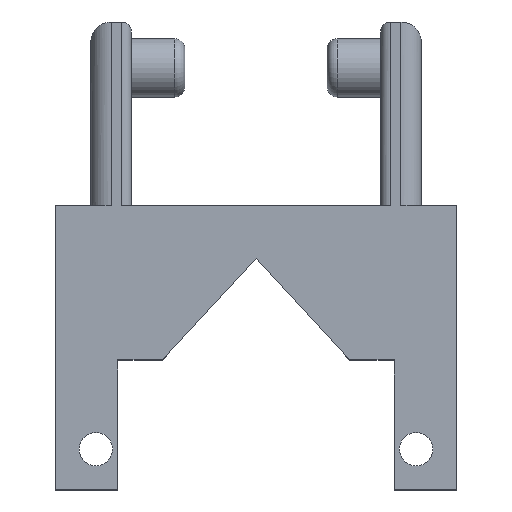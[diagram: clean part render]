
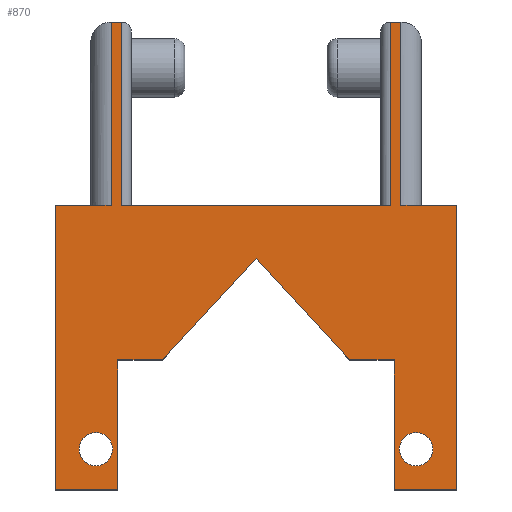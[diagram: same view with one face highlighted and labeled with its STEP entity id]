
A CAD part, top view. The second image highlights one B-rep face of the part: STEP entity #870.
In plain terms, the highlighted planar face has unit normal (0, 0, 1).
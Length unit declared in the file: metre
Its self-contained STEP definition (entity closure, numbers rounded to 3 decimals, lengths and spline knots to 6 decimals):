
#47=LINE('',#1278,#135);
#49=LINE('',#1285,#137);
#54=LINE('',#1298,#142);
#57=LINE('',#1307,#145);
#61=LINE('',#1314,#149);
#64=LINE('',#1320,#152);
#67=LINE('',#1326,#155);
#70=LINE('',#1332,#158);
#73=LINE('',#1338,#161);
#76=LINE('',#1344,#164);
#79=LINE('',#1350,#167);
#82=LINE('',#1356,#170);
#85=LINE('',#1362,#173);
#88=LINE('',#1368,#176);
#91=LINE('',#1374,#179);
#93=LINE('',#1382,#181);
#94=LINE('',#1389,#182);
#95=LINE('',#1391,#183);
#96=LINE('',#1393,#184);
#97=LINE('',#1394,#185);
#98=LINE('',#1396,#186);
#99=LINE('',#1398,#187);
#135=VECTOR('',#1014,1.);
#137=VECTOR('',#1020,1.);
#142=VECTOR('',#1029,1.);
#145=VECTOR('',#1036,1.);
#149=VECTOR('',#1042,1.);
#152=VECTOR('',#1047,1.);
#155=VECTOR('',#1052,1.);
#158=VECTOR('',#1057,1.);
#161=VECTOR('',#1062,1.);
#164=VECTOR('',#1067,1.);
#167=VECTOR('',#1072,1.);
#170=VECTOR('',#1077,1.);
#173=VECTOR('',#1082,1.);
#176=VECTOR('',#1087,1.);
#179=VECTOR('',#1092,1.);
#181=VECTOR('',#1102,1.);
#182=VECTOR('',#1111,1.);
#183=VECTOR('',#1112,1.);
#184=VECTOR('',#1113,1.);
#185=VECTOR('',#1114,1.);
#186=VECTOR('',#1115,1.);
#187=VECTOR('',#1116,1.);
#292=ORIENTED_EDGE('',*,*,#481,.F.);
#293=ORIENTED_EDGE('',*,*,#522,.T.);
#294=ORIENTED_EDGE('',*,*,#523,.T.);
#295=ORIENTED_EDGE('',*,*,#524,.T.);
#296=ORIENTED_EDGE('',*,*,#471,.F.);
#297=ORIENTED_EDGE('',*,*,#525,.T.);
#298=ORIENTED_EDGE('',*,*,#526,.T.);
#299=ORIENTED_EDGE('',*,*,#527,.T.);
#300=ORIENTED_EDGE('',*,*,#468,.F.);
#301=ORIENTED_EDGE('',*,*,#485,.F.);
#302=ORIENTED_EDGE('',*,*,#488,.T.);
#303=ORIENTED_EDGE('',*,*,#491,.T.);
#304=ORIENTED_EDGE('',*,*,#494,.F.);
#305=ORIENTED_EDGE('',*,*,#497,.T.);
#306=ORIENTED_EDGE('',*,*,#500,.T.);
#307=ORIENTED_EDGE('',*,*,#503,.T.);
#308=ORIENTED_EDGE('',*,*,#506,.T.);
#309=ORIENTED_EDGE('',*,*,#509,.F.);
#310=ORIENTED_EDGE('',*,*,#512,.T.);
#311=ORIENTED_EDGE('',*,*,#515,.F.);
#312=ORIENTED_EDGE('',*,*,#519,.T.);
#313=ORIENTED_EDGE('',*,*,#477,.F.);
#314=ORIENTED_EDGE('',*,*,#516,.F.);
#315=ORIENTED_EDGE('',*,*,#520,.F.);
#468=EDGE_CURVE('',#590,#586,#47,.T.);
#471=EDGE_CURVE('',#593,#594,#49,.T.);
#477=EDGE_CURVE('',#599,#600,#54,.T.);
#481=EDGE_CURVE('',#603,#599,#57,.T.);
#485=EDGE_CURVE('',#605,#590,#61,.T.);
#488=EDGE_CURVE('',#605,#607,#64,.T.);
#491=EDGE_CURVE('',#607,#609,#67,.T.);
#494=EDGE_CURVE('',#611,#609,#70,.T.);
#497=EDGE_CURVE('',#611,#613,#73,.T.);
#500=EDGE_CURVE('',#613,#615,#76,.T.);
#503=EDGE_CURVE('',#615,#617,#79,.T.);
#506=EDGE_CURVE('',#617,#619,#82,.T.);
#509=EDGE_CURVE('',#621,#619,#85,.T.);
#512=EDGE_CURVE('',#621,#623,#88,.T.);
#515=EDGE_CURVE('',#625,#623,#91,.T.);
#516=EDGE_CURVE('',#626,#626,#668,.T.);
#519=EDGE_CURVE('',#625,#600,#93,.T.);
#520=EDGE_CURVE('',#628,#628,#670,.T.);
#522=EDGE_CURVE('',#603,#630,#94,.F.);
#523=EDGE_CURVE('',#630,#631,#95,.T.);
#524=EDGE_CURVE('',#631,#594,#96,.T.);
#525=EDGE_CURVE('',#593,#632,#97,.F.);
#526=EDGE_CURVE('',#632,#633,#98,.T.);
#527=EDGE_CURVE('',#633,#586,#99,.T.);
#586=VERTEX_POINT('',#1270);
#590=VERTEX_POINT('',#1277);
#593=VERTEX_POINT('',#1284);
#594=VERTEX_POINT('',#1286);
#599=VERTEX_POINT('',#1297);
#600=VERTEX_POINT('',#1299);
#603=VERTEX_POINT('',#1306);
#605=VERTEX_POINT('',#1313);
#607=VERTEX_POINT('',#1319);
#609=VERTEX_POINT('',#1325);
#611=VERTEX_POINT('',#1331);
#613=VERTEX_POINT('',#1337);
#615=VERTEX_POINT('',#1343);
#617=VERTEX_POINT('',#1349);
#619=VERTEX_POINT('',#1355);
#621=VERTEX_POINT('',#1361);
#623=VERTEX_POINT('',#1367);
#625=VERTEX_POINT('',#1373);
#626=VERTEX_POINT('',#1377);
#628=VERTEX_POINT('',#1385);
#630=VERTEX_POINT('',#1390);
#631=VERTEX_POINT('',#1392);
#632=VERTEX_POINT('',#1395);
#633=VERTEX_POINT('',#1397);
#668=CIRCLE('',#939,0.00165);
#670=CIRCLE('',#943,0.00165);
#710=EDGE_LOOP('',(#292,#293,#294,#295,#296,#297,#298,#299,#300,#301,#302,
#303,#304,#305,#306,#307,#308,#309,#310,#311,#312,#313));
#711=EDGE_LOOP('',(#314));
#712=EDGE_LOOP('',(#315));
#776=FACE_BOUND('',#710,.T.);
#777=FACE_BOUND('',#711,.T.);
#778=FACE_BOUND('',#712,.T.);
#838=PLANE('',#945);
#870=ADVANCED_FACE('',(#776,#777,#778),#838,.T.);
#939=AXIS2_PLACEMENT_3D('',#1376,#1095,#1096);
#943=AXIS2_PLACEMENT_3D('',#1384,#1105,#1106);
#945=AXIS2_PLACEMENT_3D('',#1388,#1109,#1110);
#1014=DIRECTION('',(1.,0.,0.));
#1020=DIRECTION('',(1.,0.,0.));
#1029=DIRECTION('',(0.,-1.,0.));
#1036=DIRECTION('',(1.,0.,0.));
#1042=DIRECTION('',(0.,1.,0.));
#1047=DIRECTION('',(1.,0.,0.));
#1052=DIRECTION('',(0.,1.,0.));
#1057=DIRECTION('',(1.,0.,0.));
#1062=DIRECTION('',(0.679,0.734,0.));
#1067=DIRECTION('',(0.,1.,0.));
#1072=DIRECTION('',(1.,0.,0.));
#1077=DIRECTION('',(0.679,0.734,0.));
#1082=DIRECTION('',(-0.677,0.736,0.));
#1087=DIRECTION('',(1.,0.,0.));
#1092=DIRECTION('',(0.,1.,0.));
#1095=DIRECTION('',(0.,0.,1.));
#1096=DIRECTION('',(1.,0.,0.));
#1102=DIRECTION('',(1.,0.,0.));
#1105=DIRECTION('',(0.,0.,1.));
#1106=DIRECTION('',(1.,0.,0.));
#1109=DIRECTION('',(0.,0.,1.));
#1110=DIRECTION('',(1.,0.,0.));
#1111=DIRECTION('',(0.,-1.,0.));
#1112=DIRECTION('',(-1.,0.,0.));
#1113=DIRECTION('',(0.,-1.,0.));
#1114=DIRECTION('',(0.,-1.,0.));
#1115=DIRECTION('',(-1.,0.,0.));
#1116=DIRECTION('',(0.,-1.,0.));
#1270=CARTESIAN_POINT('',(-0.01425,0.028,0.007));
#1277=CARTESIAN_POINT('',(-0.01975,0.028,0.007));
#1278=CARTESIAN_POINT('',(0.01725,0.028,0.007));
#1284=CARTESIAN_POINT('',(-0.01325,0.028,0.007));
#1285=CARTESIAN_POINT('',(0.01725,0.028,0.007));
#1286=CARTESIAN_POINT('',(0.01325,0.028,0.007));
#1297=CARTESIAN_POINT('',(0.01975,0.028,0.007));
#1298=CARTESIAN_POINT('',(0.01975,0.009172,0.007));
#1299=CARTESIAN_POINT('',(0.01975,0.,0.007));
#1306=CARTESIAN_POINT('',(0.01425,0.028,0.007));
#1307=CARTESIAN_POINT('',(0.01725,0.028,0.007));
#1313=CARTESIAN_POINT('',(-0.01975,0.,0.007));
#1314=CARTESIAN_POINT('',(-0.01975,0.0255,0.007));
#1319=CARTESIAN_POINT('',(-0.0136,0.,0.007));
#1320=CARTESIAN_POINT('',(-0.016675,0.,0.007));
#1325=CARTESIAN_POINT('',(-0.0136,0.008,0.007));
#1326=CARTESIAN_POINT('',(-0.0136,0.004,0.007));
#1331=CARTESIAN_POINT('',(-0.013608,0.008,0.007));
#1332=CARTESIAN_POINT('',(-0.013604,0.008,0.007));
#1337=CARTESIAN_POINT('',(-0.0136,0.008009,0.007));
#1338=CARTESIAN_POINT('',(-0.013604,0.008005,0.007));
#1343=CARTESIAN_POINT('',(-0.0136,0.012783,0.007));
#1344=CARTESIAN_POINT('',(-0.0136,0.010396,0.007));
#1349=CARTESIAN_POINT('',(-0.009189,0.012783,0.007));
#1350=CARTESIAN_POINT('',(-0.011395,0.012783,0.007));
#1355=CARTESIAN_POINT('',(0.00002,0.02275,0.007));
#1356=CARTESIAN_POINT('',(-0.004585,0.017766,0.007));
#1361=CARTESIAN_POINT('',(0.009197,0.012783,0.007));
#1362=CARTESIAN_POINT('',(0.004608,0.017766,0.007));
#1367=CARTESIAN_POINT('',(0.0136,0.012783,0.007));
#1368=CARTESIAN_POINT('',(0.011398,0.012783,0.007));
#1373=CARTESIAN_POINT('',(0.0136,0.,0.007));
#1374=CARTESIAN_POINT('',(0.0136,0.010391,0.007));
#1376=CARTESIAN_POINT('',(0.01575,0.004,0.007));
#1377=CARTESIAN_POINT('',(0.0174,0.004,0.007));
#1382=CARTESIAN_POINT('',(0.016675,0.,0.007));
#1384=CARTESIAN_POINT('',(-0.01575,0.004,0.007));
#1385=CARTESIAN_POINT('',(-0.0141,0.004,0.007));
#1388=CARTESIAN_POINT('',(0.,0.014,0.007));
#1389=CARTESIAN_POINT('',(0.01425,0.046011,0.007));
#1390=CARTESIAN_POINT('',(0.01425,0.046011,0.007));
#1391=CARTESIAN_POINT('',(0.01625,0.046011,0.007));
#1392=CARTESIAN_POINT('',(0.01325,0.046011,0.007));
#1393=CARTESIAN_POINT('',(0.01325,0.014,0.007));
#1394=CARTESIAN_POINT('',(-0.01325,0.03,0.007));
#1395=CARTESIAN_POINT('',(-0.01325,0.046011,0.007));
#1396=CARTESIAN_POINT('',(-0.01225,0.046011,0.007));
#1397=CARTESIAN_POINT('',(-0.01425,0.046011,0.007));
#1398=CARTESIAN_POINT('',(-0.01425,0.028,0.007));
